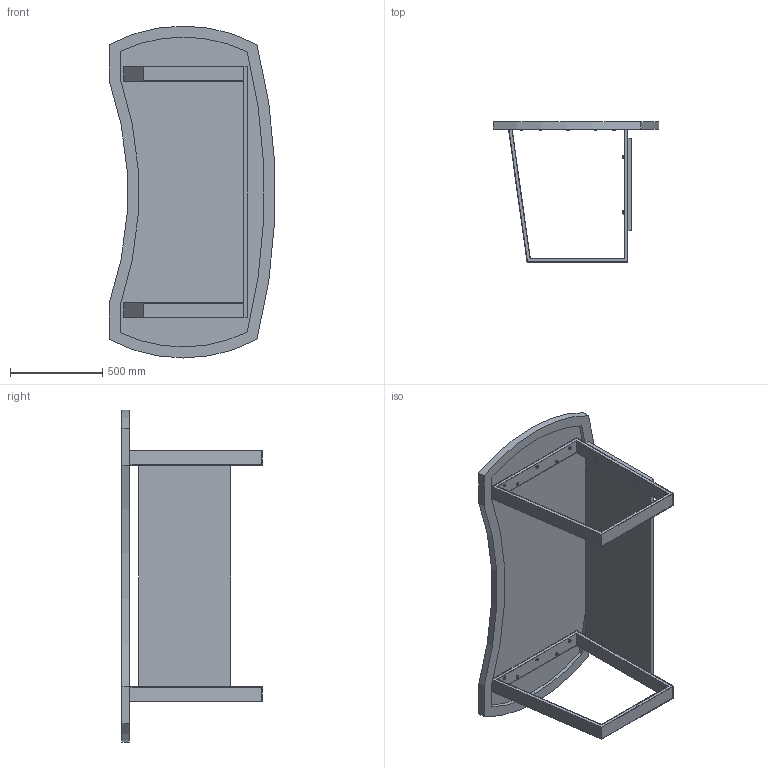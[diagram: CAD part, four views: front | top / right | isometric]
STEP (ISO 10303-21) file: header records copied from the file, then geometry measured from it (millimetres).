
FILE_DESCRIPTION (( 'STEP AP203' ), '1' );
FILE_NAME ('0. Kancelarijski stol (metalne noge) - sklop.STEP', '2023-11-23T12:19:58', ( '' ), ( '' ), 'SwSTEP 2.0', 'SolidWorks 2023', '' );
FILE_SCHEMA (( 'CONFIG_CONTROL_DESIGN' ));
Products named in the file (1): 0. Kancelarijski stol (metalne noge) - sklop
Bounding box: 895.98 x 760 x 1800 mm (x, y, z)
Volume: 49556424.3 mm3; surface area: 6600436.8 mm2
Topology: 46 solids, 46 shells, 1281 faces, 3132 edges, 1976 vertices
Faces by surface type: cylinder 584, plane 445, cone 98, bspline 98, torus 56
Entity records: 70637 total; most frequent: CARTESIAN_POINT 42608, ORIENTED_EDGE 6208, DIRECTION 5380, EDGE_CURVE 3104, AXIS2_PLACEMENT_3D 2002, VERTEX_POINT 1976, EDGE_LOOP 1458, LINE 1376
